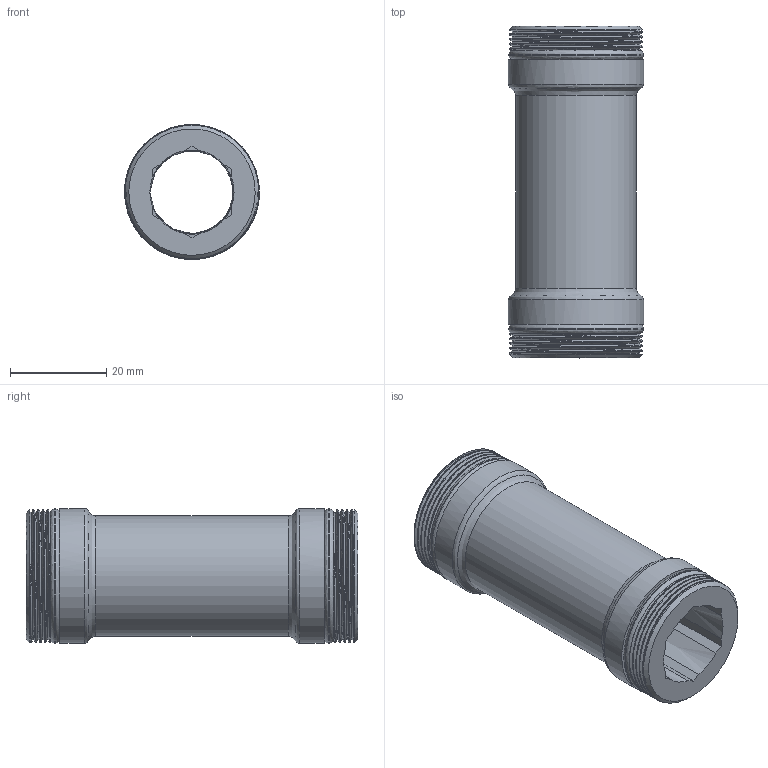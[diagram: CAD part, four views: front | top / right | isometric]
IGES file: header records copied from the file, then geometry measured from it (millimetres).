
Global section: file name: V298-direct coupler; native system: Autodesk Inventor 2018; preprocessor: unknown; author: gwilkes; date: 20190711.113432; units: millimetre
Bounding box: 28.1 x 69 x 28.07 mm (x, y, z)
Volume: 20142.3 mm3; surface area: 13752.7 mm2
Topology: 5 solids, 5 shells, 64 faces, 199 edges, 139 vertices
Faces by surface type: bspline 64
